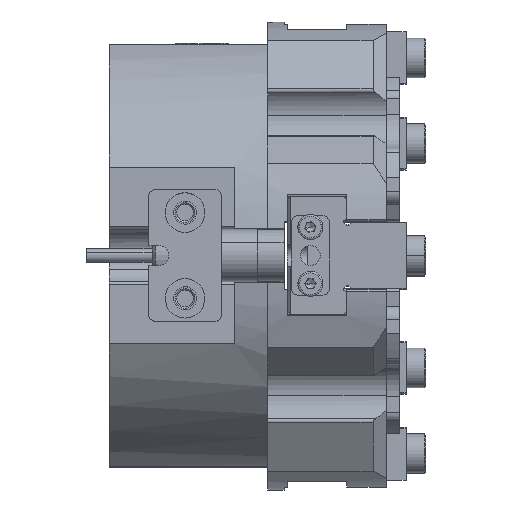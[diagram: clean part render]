
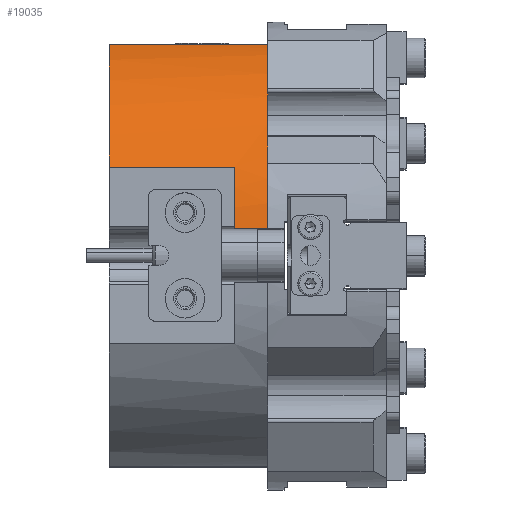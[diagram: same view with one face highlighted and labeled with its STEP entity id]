
A CAD part, top view. The second image highlights one B-rep face of the part: STEP entity #19035.
In plain terms, the highlighted cylindrical face has radius 34 mm (diameter 68 mm), a partial arc.
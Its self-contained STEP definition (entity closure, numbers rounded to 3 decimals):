
#1990 = DIRECTION ( 'NONE',  ( -1., 0., 0. ) ) ;
#2257 = CARTESIAN_POINT ( 'NONE',  ( 132.894, 24.106, 42. ) ) ;
#2372 = EDGE_CURVE ( 'NONE', #25984, #41639, #28812, .T. ) ;
#2977 = FACE_OUTER_BOUND ( 'NONE', #5277, .T. ) ;
#3074 = DIRECTION ( 'NONE',  ( 0., 1., 0. ) ) ;
#3618 = EDGE_CURVE ( 'NONE', #20584, #31957, #4267, .T. ) ;
#4267 = CIRCLE ( 'NONE', #13364, 34. ) ;
#4412 = CARTESIAN_POINT ( 'NONE',  ( 150.894, 56.106, 53.489 ) ) ;
#5277 = EDGE_LOOP ( 'NONE', ( #21509, #10192, #24042, #5573, #40420, #25424, #32873, #16608 ) ) ;
#5551 = CIRCLE ( 'NONE', #24268, 34. ) ;
#5573 = ORIENTED_EDGE ( 'NONE', *, *, #36970, .F. ) ;
#5613 = DIRECTION ( 'NONE',  ( 0., -1., 0. ) ) ;
#5740 = CARTESIAN_POINT ( 'NONE',  ( 127.894, 28.206, 75.752 ) ) ;
#6732 = VERTEX_POINT ( 'NONE', #28072 ) ;
#6947 = AXIS2_PLACEMENT_3D ( 'NONE', #10821, #32018, #40555 ) ;
#7380 = CARTESIAN_POINT ( 'NONE',  ( 127.894, 37.501, 73.25 ) ) ;
#9025 = AXIS2_PLACEMENT_3D ( 'NONE', #2257, #1990, #35227 ) ;
#10192 = ORIENTED_EDGE ( 'NONE', *, *, #12195, .T. ) ;
#10412 = CARTESIAN_POINT ( 'NONE',  ( 132.894, 39.313, 72.409 ) ) ;
#10821 = CARTESIAN_POINT ( 'NONE',  ( 150.894, 24.106, 42. ) ) ;
#11972 = EDGE_CURVE ( 'NONE', #6732, #20355, #19618, .T. ) ;
#12195 = EDGE_CURVE ( 'NONE', #20355, #25984, #41031, .T. ) ;
#12535 = CARTESIAN_POINT ( 'NONE',  ( 132.894, 24.106, 42. ) ) ;
#13364 = AXIS2_PLACEMENT_3D ( 'NONE', #15121, #25608, #5613 ) ;
#13916 = VECTOR ( 'NONE', #30006, 1000. ) ;
#15121 = CARTESIAN_POINT ( 'NONE',  ( 108.894, 24.106, 42. ) ) ;
#16039 = EDGE_CURVE ( 'NONE', #6732, #31507, #41835, .T. ) ;
#16608 = ORIENTED_EDGE ( 'NONE', *, *, #16039, .F. ) ;
#16796 = CARTESIAN_POINT ( 'NONE',  ( 108.894, 37.501, 73.25 ) ) ;
#18266 = AXIS2_PLACEMENT_3D ( 'NONE', #12535, #39277, #3074 ) ;
#18933 = EDGE_CURVE ( 'NONE', #31507, #23115, #5551, .T. ) ;
#19035 = ADVANCED_FACE ( 'NONE', ( #2977 ), #40050, .T. ) ;
#19618 = CIRCLE ( 'NONE', #25476, 34. ) ;
#20355 = VERTEX_POINT ( 'NONE', #10412 ) ;
#20584 = VERTEX_POINT ( 'NONE', #39730 ) ;
#21377 = DIRECTION ( 'NONE',  ( 1., 0., 0. ) ) ;
#21509 = ORIENTED_EDGE ( 'NONE', *, *, #11972, .T. ) ;
#23115 = VERTEX_POINT ( 'NONE', #7380 ) ;
#23591 = CARTESIAN_POINT ( 'NONE',  ( 150.894, 28.206, 75.752 ) ) ;
#24042 = ORIENTED_EDGE ( 'NONE', *, *, #2372, .T. ) ;
#24129 = CARTESIAN_POINT ( 'NONE',  ( 132.894, 24.106, 42. ) ) ;
#24268 = AXIS2_PLACEMENT_3D ( 'NONE', #33804, #40419, #40723 ) ;
#25424 = ORIENTED_EDGE ( 'NONE', *, *, #36258, .T. ) ;
#25476 = AXIS2_PLACEMENT_3D ( 'NONE', #24129, #40348, #30487 ) ;
#25608 = DIRECTION ( 'NONE',  ( 1., 0., 0. ) ) ;
#25984 = VERTEX_POINT ( 'NONE', #30152 ) ;
#26364 = DIRECTION ( 'NONE',  ( -1., 0., 0. ) ) ;
#27945 = VECTOR ( 'NONE', #21377, 1000. ) ;
#28072 = CARTESIAN_POINT ( 'NONE',  ( 132.894, 28.206, 75.752 ) ) ;
#28812 = CIRCLE ( 'NONE', #9025, 34. ) ;
#30006 = DIRECTION ( 'NONE',  ( 1., 0., 0. ) ) ;
#30152 = CARTESIAN_POINT ( 'NONE',  ( 132.894, 54.515, 57.208 ) ) ;
#30487 = DIRECTION ( 'NONE',  ( 0., 1., 0. ) ) ;
#31507 = VERTEX_POINT ( 'NONE', #5740 ) ;
#31957 = VERTEX_POINT ( 'NONE', #16796 ) ;
#32018 = DIRECTION ( 'NONE',  ( -1., 0., 0. ) ) ;
#32873 = ORIENTED_EDGE ( 'NONE', *, *, #18933, .F. ) ;
#33804 = CARTESIAN_POINT ( 'NONE',  ( 127.894, 24.106, 42. ) ) ;
#34707 = CARTESIAN_POINT ( 'NONE',  ( 132.894, 56.106, 53.489 ) ) ;
#35227 = DIRECTION ( 'NONE',  ( 0., 1., 0. ) ) ;
#36258 = EDGE_CURVE ( 'NONE', #31957, #23115, #37420, .T. ) ;
#36311 = LINE ( 'NONE', #4412, #27945 ) ;
#36970 = EDGE_CURVE ( 'NONE', #20584, #41639, #36311, .T. ) ;
#37142 = VECTOR ( 'NONE', #26364, 1000. ) ;
#37420 = LINE ( 'NONE', #39878, #13916 ) ;
#39277 = DIRECTION ( 'NONE',  ( -1., 0., 0. ) ) ;
#39730 = CARTESIAN_POINT ( 'NONE',  ( 108.894, 56.106, 53.489 ) ) ;
#39878 = CARTESIAN_POINT ( 'NONE',  ( 150.894, 37.501, 73.25 ) ) ;
#40050 = CYLINDRICAL_SURFACE ( 'NONE', #6947, 34. ) ;
#40348 = DIRECTION ( 'NONE',  ( -1., 0., 0. ) ) ;
#40419 = DIRECTION ( 'NONE',  ( -1., 0., 0. ) ) ;
#40420 = ORIENTED_EDGE ( 'NONE', *, *, #3618, .T. ) ;
#40555 = DIRECTION ( 'NONE',  ( 0., 0., -1. ) ) ;
#40723 = DIRECTION ( 'NONE',  ( 0., 1., 0. ) ) ;
#41031 = CIRCLE ( 'NONE', #18266, 34. ) ;
#41639 = VERTEX_POINT ( 'NONE', #34707 ) ;
#41835 = LINE ( 'NONE', #23591, #37142 ) ;
